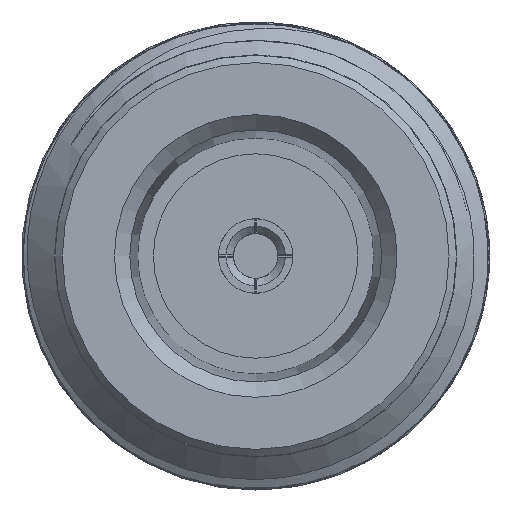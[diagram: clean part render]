
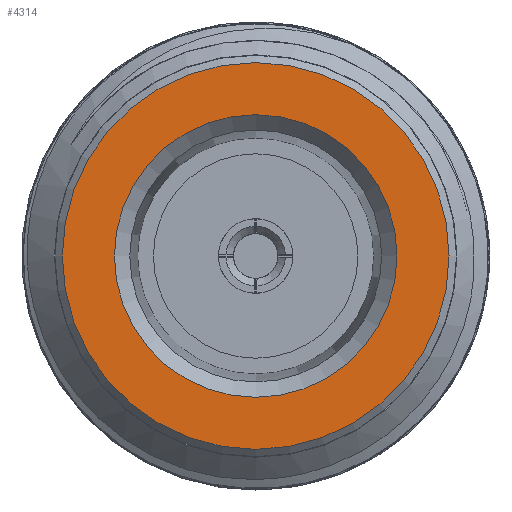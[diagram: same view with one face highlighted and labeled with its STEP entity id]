
A CAD part, left-side view. The second image highlights one B-rep face of the part: STEP entity #4314.
In plain terms, the highlighted planar face has unit normal (-1, 0, 0).
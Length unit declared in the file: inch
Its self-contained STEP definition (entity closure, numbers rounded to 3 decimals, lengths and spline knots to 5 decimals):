
#80 = ORIENTED_EDGE ( 'NONE', *, *, #1110, .F. ) ;
#105 = DIRECTION ( 'NONE',  ( 0., 0., -1. ) ) ;
#718 = CIRCLE ( 'NONE', #3860, 0.26 ) ;
#1010 = CARTESIAN_POINT ( 'NONE',  ( 0., 0., 0. ) ) ;
#1110 = EDGE_CURVE ( 'NONE', #5795, #5795, #718, .T. ) ;
#1215 = ORIENTED_EDGE ( 'NONE', *, *, #2080, .T. ) ;
#1726 = CARTESIAN_POINT ( 'NONE',  ( 0., 0., -0.26 ) ) ;
#1794 = DIRECTION ( 'NONE',  ( -1., 0., 0. ) ) ;
#2080 = EDGE_CURVE ( 'NONE', #3427, #3427, #2244, .T. ) ;
#2244 = CIRCLE ( 'NONE', #5583, 0.19 ) ;
#2414 = DIRECTION ( 'NONE',  ( 1., 0., 0. ) ) ;
#2716 = FACE_BOUND ( 'NONE', #5601, .T. ) ;
#2747 = DIRECTION ( 'NONE',  ( 0., 0., 1. ) ) ;
#2958 = CARTESIAN_POINT ( 'NONE',  ( 0., 0., 0. ) ) ;
#3102 = EDGE_LOOP ( 'NONE', ( #80 ) ) ;
#3336 = DIRECTION ( 'NONE',  ( 0., 0., 1. ) ) ;
#3427 = VERTEX_POINT ( 'NONE', #5824 ) ;
#3860 = AXIS2_PLACEMENT_3D ( 'NONE', #2958, #4205, #105 ) ;
#4205 = DIRECTION ( 'NONE',  ( 1., 0., 0. ) ) ;
#4314 = ADVANCED_FACE ( 'NONE', ( #5499, #2716 ), #5078, .T. ) ;
#4627 = AXIS2_PLACEMENT_3D ( 'NONE', #1010, #1794, #2747 ) ;
#5078 = PLANE ( 'NONE',  #4627 ) ;
#5133 = CARTESIAN_POINT ( 'NONE',  ( 0., 0., 0. ) ) ;
#5499 = FACE_OUTER_BOUND ( 'NONE', #3102, .T. ) ;
#5583 = AXIS2_PLACEMENT_3D ( 'NONE', #5133, #2414, #3336 ) ;
#5601 = EDGE_LOOP ( 'NONE', ( #1215 ) ) ;
#5795 = VERTEX_POINT ( 'NONE', #1726 ) ;
#5824 = CARTESIAN_POINT ( 'NONE',  ( 0., 0., 0.19 ) ) ;
